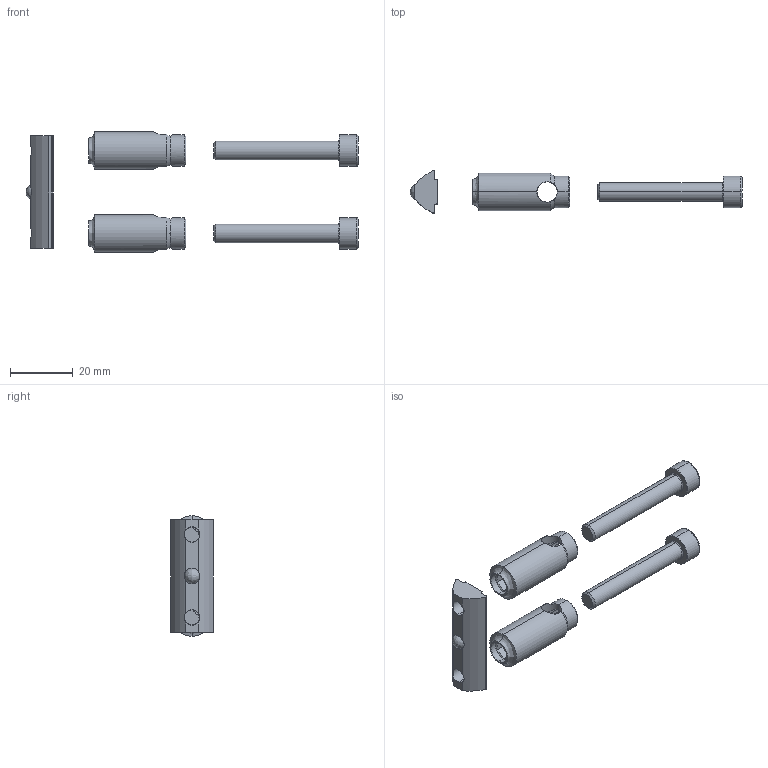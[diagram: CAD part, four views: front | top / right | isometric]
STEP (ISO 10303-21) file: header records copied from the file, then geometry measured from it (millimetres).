
FILE_DESCRIPTION (( 'STEP AP203' ), '1' );
FILE_NAME ('252652022_c_1.STEP', '2023-02-06T03:48:38', ( '' ), ( '' ), 'SwSTEP 2.0', 'SolidWorks 2014', '' );
FILE_SCHEMA (( 'CONFIG_CONTROL_DESIGN' ));
Length unit declared in the file: millimetre
Products named in the file (1): 252652022_c_1
Bounding box: 105.77 x 13.5 x 38.4 mm (x, y, z)
Surface area: 7378.5 mm2 (no closed solid volume)
Topology: 0 solids, 5 shells, 165 faces, 437 edges, 274 vertices
Faces by surface type: plane 73, cylinder 54, cone 25, bspline 13
Entity records: 7061 total; most frequent: CARTESIAN_POINT 3066, ORIENTED_EDGE 866, DIRECTION 763, EDGE_CURVE 437, AXIS2_PLACEMENT_3D 283, VERTEX_POINT 276, LINE 197, VECTOR 197
